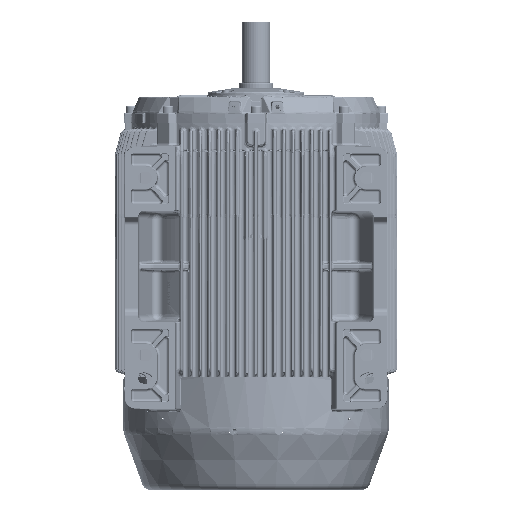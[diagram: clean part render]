
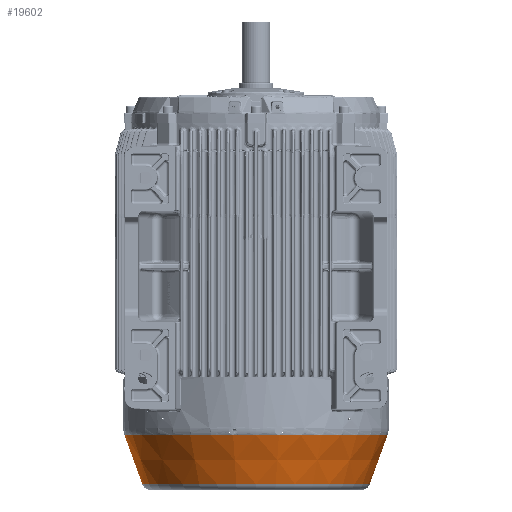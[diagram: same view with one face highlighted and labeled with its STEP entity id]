
A CAD part, front view. The second image highlights one B-rep face of the part: STEP entity #19602.
In plain terms, the highlighted conical face has half-angle 20 degrees and reference radius 259.882 mm.
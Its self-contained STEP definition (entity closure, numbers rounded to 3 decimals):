
#3787=CONICAL_SURFACE('',#194007,259.882,20.);
#4275=FACE_BOUND('',#40675,.T.);
#4276=FACE_BOUND('',#40676,.T.);
#11091=CIRCLE('',#194003,259.882);
#11093=CIRCLE('',#194006,300.485);
#19602=ADVANCED_FACE('',(#4275,#4276),#3787,.T.);
#40675=EDGE_LOOP('',(#74029));
#40676=EDGE_LOOP('',(#74030));
#74029=ORIENTED_EDGE('',*,*,#136325,.T.);
#74030=ORIENTED_EDGE('',*,*,#136323,.F.);
#112062=VERTEX_POINT('',#313291);
#112064=VERTEX_POINT('',#313296);
#136323=EDGE_CURVE('',#112062,#112062,#11091,.T.);
#136325=EDGE_CURVE('',#112064,#112064,#11093,.T.);
#194003=AXIS2_PLACEMENT_3D('',#313290,#217915,#217916);
#194006=AXIS2_PLACEMENT_3D('',#313295,#217921,#217922);
#194007=AXIS2_PLACEMENT_3D('',#313297,#217923,#217924);
#217915=DIRECTION('',(0.,0.,-1.));
#217916=DIRECTION('',(-1.,0.,0.));
#217921=DIRECTION('',(0.,0.,-1.));
#217922=DIRECTION('',(-1.,0.,0.));
#217923=DIRECTION('',(0.,0.,1.));
#217924=DIRECTION('',(1.,0.,0.));
#313290=CARTESIAN_POINT('',(0.,0.,-916.84));
#313291=CARTESIAN_POINT('',(-259.882,0.,-916.84));
#313295=CARTESIAN_POINT('',(0.,0.,-805.285));
#313296=CARTESIAN_POINT('',(-300.485,0.,-805.285));
#313297=CARTESIAN_POINT('',(0.,0.,-916.84));
